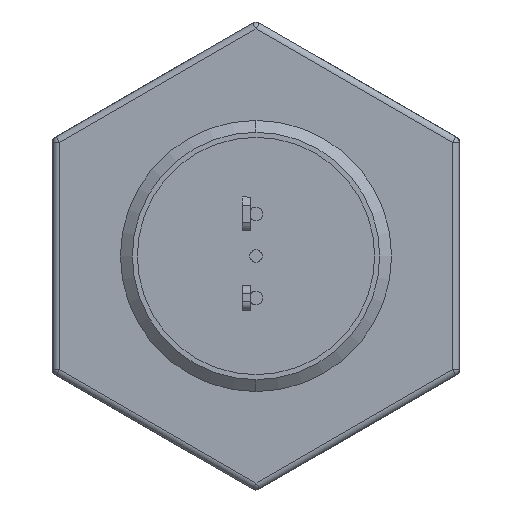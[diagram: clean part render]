
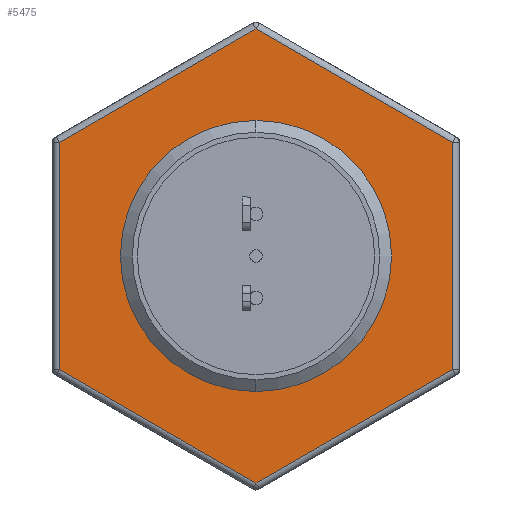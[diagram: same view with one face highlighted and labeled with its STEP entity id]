
A CAD part, front view. The second image highlights one B-rep face of the part: STEP entity #5475.
In plain terms, the highlighted planar face has unit normal (0, -1, 0).
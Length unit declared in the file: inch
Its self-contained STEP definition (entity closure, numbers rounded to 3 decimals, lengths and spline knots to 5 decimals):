
#427 = VERTEX_POINT ( 'NONE', #4702 ) ;
#433 = VERTEX_POINT ( 'NONE', #4696 ) ;
#722 = EDGE_LOOP ( 'NONE', ( #2560, #2559 ) ) ;
#723 = EDGE_LOOP ( 'NONE', ( #2566, #2565, #2564, #2563, #2562, #2561 ) ) ;
#1994 = AXIS2_PLACEMENT_3D ( 'NONE', #6217, #6218, #6219 ) ;
#2047 = AXIS2_PLACEMENT_3D ( 'NONE', #6440, #6445, #6446 ) ;
#2102 = AXIS2_PLACEMENT_3D ( 'NONE', #6924, #6925, #6926 ) ;
#2127 = EDGE_CURVE ( 'NONE', #433, #427, #3278, .T. ) ;
#2559 = ORIENTED_EDGE ( 'NONE', *, *, #8626, .F. ) ;
#2560 = ORIENTED_EDGE ( 'NONE', *, *, #2127, .F. ) ;
#2561 = ORIENTED_EDGE ( 'NONE', *, *, #8629, .T. ) ;
#2562 = ORIENTED_EDGE ( 'NONE', *, *, #8630, .T. ) ;
#2563 = ORIENTED_EDGE ( 'NONE', *, *, #8631, .T. ) ;
#2564 = ORIENTED_EDGE ( 'NONE', *, *, #8632, .T. ) ;
#2565 = ORIENTED_EDGE ( 'NONE', *, *, #8627, .T. ) ;
#2566 = ORIENTED_EDGE ( 'NONE', *, *, #8628, .T. ) ;
#3278 = CIRCLE ( 'NONE', #1994, 0.48088 ) ;
#3401 = FACE_OUTER_BOUND ( 'NONE', #723, .T. ) ;
#3407 = FACE_BOUND ( 'NONE', #722, .T. ) ;
#4696 = CARTESIAN_POINT ( 'NONE',  ( 0., -2.097, -0.48088 ) ) ;
#4702 = CARTESIAN_POINT ( 'NONE',  ( 0., -2.097, 0.48088 ) ) ;
#5475 = ADVANCED_FACE ( 'NONE', ( #3401, #3407 ), #6443, .T. ) ;
#6217 = CARTESIAN_POINT ( 'NONE',  ( 0., -2.097, 0. ) ) ;
#6218 = DIRECTION ( 'NONE',  ( 0., -1., 0. ) ) ;
#6219 = DIRECTION ( 'NONE',  ( 0., 0., -1. ) ) ;
#6440 = CARTESIAN_POINT ( 'NONE',  ( -0.75, -2.097, 1.29904 ) ) ;
#6443 = PLANE ( 'NONE',  #2047 ) ;
#6445 = DIRECTION ( 'NONE',  ( 0., -1., 0. ) ) ;
#6446 = DIRECTION ( 'NONE',  ( 0., 0., -1. ) ) ;
#6591 = CARTESIAN_POINT ( 'NONE',  ( -0.725, -2.097, 0.41858 ) ) ;
#6601 = CARTESIAN_POINT ( 'NONE',  ( 0.725, -2.097, 0.41858 ) ) ;
#6603 = CARTESIAN_POINT ( 'NONE',  ( 0., -2.097, 0.83716 ) ) ;
#6607 = CARTESIAN_POINT ( 'NONE',  ( -0.725, -2.097, -0.41858 ) ) ;
#6609 = CARTESIAN_POINT ( 'NONE',  ( 0., -2.097, -0.83716 ) ) ;
#6610 = CARTESIAN_POINT ( 'NONE',  ( 0.725, -2.097, -0.41858 ) ) ;
#6918 = CARTESIAN_POINT ( 'NONE',  ( 0., -2.097, -0.83716 ) ) ;
#6919 = DIRECTION ( 'NONE',  ( 0.866, 0., 0.5 ) ) ;
#6923 = CARTESIAN_POINT ( 'NONE',  ( -0.725, -2.097, -0.41858 ) ) ;
#6924 = CARTESIAN_POINT ( 'NONE',  ( 0., -2.097, 0. ) ) ;
#6925 = DIRECTION ( 'NONE',  ( 0., -1., 0. ) ) ;
#6926 = DIRECTION ( 'NONE',  ( 0., 0., -1. ) ) ;
#6927 = DIRECTION ( 'NONE',  ( 0.866, 0., -0.5 ) ) ;
#6928 = CARTESIAN_POINT ( 'NONE',  ( -0.725, -2.097, 1.29904 ) ) ;
#6929 = DIRECTION ( 'NONE',  ( 0., 0., -1. ) ) ;
#6930 = CARTESIAN_POINT ( 'NONE',  ( 0., -2.097, 0.83716 ) ) ;
#6931 = DIRECTION ( 'NONE',  ( -0.866, 0., -0.5 ) ) ;
#6932 = CARTESIAN_POINT ( 'NONE',  ( 0.725, -2.097, 0.41858 ) ) ;
#6933 = DIRECTION ( 'NONE',  ( -0.866, 0., 0.5 ) ) ;
#6934 = CARTESIAN_POINT ( 'NONE',  ( 0.725, -2.097, 1.29904 ) ) ;
#6935 = DIRECTION ( 'NONE',  ( 0., 0., 1. ) ) ;
#7686 = VERTEX_POINT ( 'NONE', #6591 ) ;
#7696 = VERTEX_POINT ( 'NONE', #6601 ) ;
#7698 = VERTEX_POINT ( 'NONE', #6603 ) ;
#7702 = VERTEX_POINT ( 'NONE', #6607 ) ;
#7704 = VERTEX_POINT ( 'NONE', #6609 ) ;
#7705 = VERTEX_POINT ( 'NONE', #6610 ) ;
#8156 = LINE ( 'NONE', #6923, #8173 ) ;
#8168 = CIRCLE ( 'NONE', #2102, 0.48088 ) ;
#8169 = LINE ( 'NONE', #6918, #8171 ) ;
#8171 = VECTOR ( 'NONE', #6919, 39.37008 ) ;
#8172 = LINE ( 'NONE', #6928, #8175 ) ;
#8173 = VECTOR ( 'NONE', #6927, 39.37008 ) ;
#8174 = LINE ( 'NONE', #6930, #8177 ) ;
#8175 = VECTOR ( 'NONE', #6929, 39.37008 ) ;
#8176 = LINE ( 'NONE', #6932, #8179 ) ;
#8177 = VECTOR ( 'NONE', #6931, 39.37008 ) ;
#8178 = LINE ( 'NONE', #6934, #8181 ) ;
#8179 = VECTOR ( 'NONE', #6933, 39.37008 ) ;
#8181 = VECTOR ( 'NONE', #6935, 39.37008 ) ;
#8626 = EDGE_CURVE ( 'NONE', #427, #433, #8168, .T. ) ;
#8627 = EDGE_CURVE ( 'NONE', #7704, #7705, #8169, .T. ) ;
#8628 = EDGE_CURVE ( 'NONE', #7702, #7704, #8156, .T. ) ;
#8629 = EDGE_CURVE ( 'NONE', #7686, #7702, #8172, .T. ) ;
#8630 = EDGE_CURVE ( 'NONE', #7698, #7686, #8174, .T. ) ;
#8631 = EDGE_CURVE ( 'NONE', #7696, #7698, #8176, .T. ) ;
#8632 = EDGE_CURVE ( 'NONE', #7705, #7696, #8178, .T. ) ;
